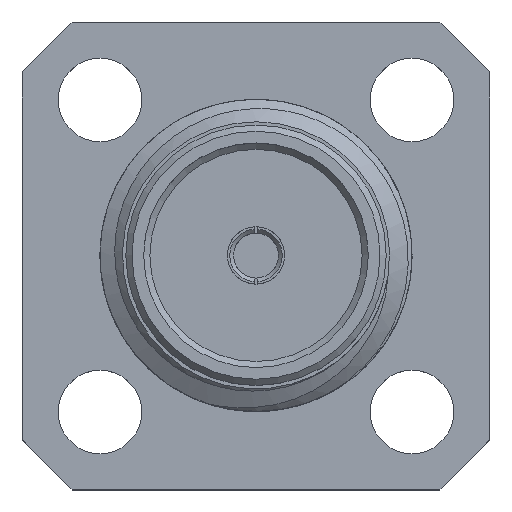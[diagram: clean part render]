
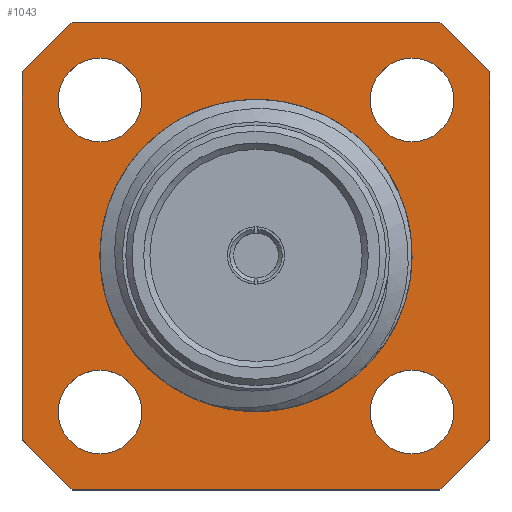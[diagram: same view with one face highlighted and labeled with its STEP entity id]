
A CAD part, top view. The second image highlights one B-rep face of the part: STEP entity #1043.
In plain terms, the highlighted planar face has unit normal (0, 0, 1).
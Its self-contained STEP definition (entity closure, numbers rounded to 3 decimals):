
#33 = CARTESIAN_POINT ( 'NONE',  ( 3.744, -4.76, 0. ) ) ;
#37 = PLANE ( 'NONE',  #642 ) ;
#59 = FACE_OUTER_BOUND ( 'NONE', #924, .T. ) ;
#72 = FACE_BOUND ( 'NONE', #2621, .T. ) ;
#103 = DIRECTION ( 'NONE',  ( 0., 0., 1. ) ) ;
#116 = CARTESIAN_POINT ( 'NONE',  ( 4.76, 3.744, 0. ) ) ;
#168 = CIRCLE ( 'NONE', #2499, 0.85 ) ;
#221 = VERTEX_POINT ( 'NONE', #820 ) ;
#238 = EDGE_CURVE ( 'NONE', #1837, #635, #1531, .T. ) ;
#274 = DIRECTION ( 'NONE',  ( 1., 0., 0. ) ) ;
#388 = CARTESIAN_POINT ( 'NONE',  ( -3.744, -4.76, 0. ) ) ;
#407 = DIRECTION ( 'NONE',  ( 1., 0., 0. ) ) ;
#416 = DIRECTION ( 'NONE',  ( 0.707, -0.707, 0. ) ) ;
#430 = CIRCLE ( 'NONE', #2089, 2.65 ) ;
#490 = CARTESIAN_POINT ( 'NONE',  ( -3.175, -3.175, 0. ) ) ;
#492 = CARTESIAN_POINT ( 'NONE',  ( -3.744, 4.76, 0. ) ) ;
#493 = AXIS2_PLACEMENT_3D ( 'NONE', #1788, #2265, #407 ) ;
#521 = FACE_BOUND ( 'NONE', #1635, .T. ) ;
#525 = CIRCLE ( 'NONE', #725, 0.85 ) ;
#552 = CARTESIAN_POINT ( 'NONE',  ( 3.744, -4.76, 0. ) ) ;
#567 = VECTOR ( 'NONE', #416, 1000. ) ;
#579 = DIRECTION ( 'NONE',  ( 0., 0., 1. ) ) ;
#607 = VERTEX_POINT ( 'NONE', #2768 ) ;
#635 = VERTEX_POINT ( 'NONE', #1329 ) ;
#642 = AXIS2_PLACEMENT_3D ( 'NONE', #998, #1963, #1025 ) ;
#652 = CARTESIAN_POINT ( 'NONE',  ( 3.744, 4.76, 0. ) ) ;
#691 = EDGE_CURVE ( 'NONE', #607, #607, #525, .T. ) ;
#694 = VECTOR ( 'NONE', #1398, 1000. ) ;
#709 = EDGE_CURVE ( 'NONE', #1797, #1797, #1133, .T. ) ;
#725 = AXIS2_PLACEMENT_3D ( 'NONE', #2753, #579, #1540 ) ;
#761 = FACE_BOUND ( 'NONE', #2849, .T. ) ;
#820 = CARTESIAN_POINT ( 'NONE',  ( -4.76, -3.744, 0. ) ) ;
#824 = ORIENTED_EDGE ( 'NONE', *, *, #937, .T. ) ;
#841 = ORIENTED_EDGE ( 'NONE', *, *, #691, .F. ) ;
#842 = EDGE_CURVE ( 'NONE', #221, #1097, #1435, .T. ) ;
#882 = CIRCLE ( 'NONE', #493, 0.85 ) ;
#919 = CARTESIAN_POINT ( 'NONE',  ( 4.76, -3.744, 0. ) ) ;
#924 = EDGE_LOOP ( 'NONE', ( #2349, #1776, #1037, #3083, #2809, #2669, #1201, #824 ) ) ;
#937 = EDGE_CURVE ( 'NONE', #1649, #3113, #2456, .T. ) ;
#941 = ORIENTED_EDGE ( 'NONE', *, *, #1337, .F. ) ;
#998 = CARTESIAN_POINT ( 'NONE',  ( 0., 0., 0. ) ) ;
#1014 = EDGE_CURVE ( 'NONE', #1216, #1649, #2250, .T. ) ;
#1018 = CARTESIAN_POINT ( 'NONE',  ( -2.325, -3.175, 0. ) ) ;
#1025 = DIRECTION ( 'NONE',  ( -1., 0., 0. ) ) ;
#1037 = ORIENTED_EDGE ( 'NONE', *, *, #1780, .T. ) ;
#1043 = ADVANCED_FACE ( 'NONE', ( #72, #761, #2980, #2024, #521, #59 ), #37, .F. ) ;
#1061 = EDGE_LOOP ( 'NONE', ( #2042 ) ) ;
#1062 = CARTESIAN_POINT ( 'NONE',  ( -2.65, 0., 0. ) ) ;
#1066 = DIRECTION ( 'NONE',  ( 1., 0., 0. ) ) ;
#1097 = VERTEX_POINT ( 'NONE', #388 ) ;
#1130 = VECTOR ( 'NONE', #1767, 1000. ) ;
#1133 = CIRCLE ( 'NONE', #2503, 0.85 ) ;
#1201 = ORIENTED_EDGE ( 'NONE', *, *, #1014, .T. ) ;
#1216 = VERTEX_POINT ( 'NONE', #919 ) ;
#1223 = DIRECTION ( 'NONE',  ( -1., 0., 0. ) ) ;
#1244 = CARTESIAN_POINT ( 'NONE',  ( 4.76, -4.76, 0. ) ) ;
#1269 = CARTESIAN_POINT ( 'NONE',  ( 4.76, 3.744, 0. ) ) ;
#1291 = DIRECTION ( 'NONE',  ( -1., 0., 0. ) ) ;
#1309 = EDGE_CURVE ( 'NONE', #1575, #1575, #168, .T. ) ;
#1313 = EDGE_CURVE ( 'NONE', #2508, #1216, #1972, .T. ) ;
#1329 = CARTESIAN_POINT ( 'NONE',  ( -4.76, 3.744, 0. ) ) ;
#1337 = EDGE_CURVE ( 'NONE', #1981, #1981, #430, .T. ) ;
#1398 = DIRECTION ( 'NONE',  ( 1., 0., 0. ) ) ;
#1428 = ORIENTED_EDGE ( 'NONE', *, *, #709, .F. ) ;
#1435 = LINE ( 'NONE', #2086, #567 ) ;
#1446 = DIRECTION ( 'NONE',  ( 0., 0., 1. ) ) ;
#1489 = VECTOR ( 'NONE', #2100, 1000. ) ;
#1531 = LINE ( 'NONE', #2530, #2720 ) ;
#1537 = CARTESIAN_POINT ( 'NONE',  ( 4.025, -3.175, 0. ) ) ;
#1540 = DIRECTION ( 'NONE',  ( 1., 0., 0. ) ) ;
#1544 = VECTOR ( 'NONE', #1291, 1000. ) ;
#1575 = VERTEX_POINT ( 'NONE', #1018 ) ;
#1611 = VECTOR ( 'NONE', #2482, 1000. ) ;
#1635 = EDGE_LOOP ( 'NONE', ( #841 ) ) ;
#1649 = VERTEX_POINT ( 'NONE', #116 ) ;
#1753 = CARTESIAN_POINT ( 'NONE',  ( 0., 0., 0. ) ) ;
#1767 = DIRECTION ( 'NONE',  ( 0.707, 0.707, 0. ) ) ;
#1776 = ORIENTED_EDGE ( 'NONE', *, *, #238, .T. ) ;
#1780 = EDGE_CURVE ( 'NONE', #635, #221, #1859, .T. ) ;
#1784 = LINE ( 'NONE', #2017, #1544 ) ;
#1788 = CARTESIAN_POINT ( 'NONE',  ( 3.175, 3.175, 0. ) ) ;
#1797 = VERTEX_POINT ( 'NONE', #1537 ) ;
#1837 = VERTEX_POINT ( 'NONE', #492 ) ;
#1859 = LINE ( 'NONE', #2271, #1489 ) ;
#1895 = CARTESIAN_POINT ( 'NONE',  ( -4.76, -4.76, 0. ) ) ;
#1963 = DIRECTION ( 'NONE',  ( 0., 0., -1. ) ) ;
#1972 = LINE ( 'NONE', #33, #1130 ) ;
#1981 = VERTEX_POINT ( 'NONE', #1062 ) ;
#1983 = EDGE_CURVE ( 'NONE', #2032, #2032, #882, .T. ) ;
#2017 = CARTESIAN_POINT ( 'NONE',  ( -4.76, 4.76, 0. ) ) ;
#2024 = FACE_BOUND ( 'NONE', #1061, .T. ) ;
#2032 = VERTEX_POINT ( 'NONE', #2969 ) ;
#2042 = ORIENTED_EDGE ( 'NONE', *, *, #1983, .F. ) ;
#2086 = CARTESIAN_POINT ( 'NONE',  ( -4.76, -3.744, 0. ) ) ;
#2089 = AXIS2_PLACEMENT_3D ( 'NONE', #1753, #2740, #1223 ) ;
#2100 = DIRECTION ( 'NONE',  ( 0., -1., 0. ) ) ;
#2162 = EDGE_CURVE ( 'NONE', #1097, #2508, #2603, .T. ) ;
#2250 = LINE ( 'NONE', #1244, #1611 ) ;
#2265 = DIRECTION ( 'NONE',  ( 0., 0., 1. ) ) ;
#2271 = CARTESIAN_POINT ( 'NONE',  ( -4.76, -4.76, 0. ) ) ;
#2278 = CARTESIAN_POINT ( 'NONE',  ( 3.175, -3.175, 0. ) ) ;
#2349 = ORIENTED_EDGE ( 'NONE', *, *, #2451, .T. ) ;
#2451 = EDGE_CURVE ( 'NONE', #3113, #1837, #1784, .T. ) ;
#2456 = LINE ( 'NONE', #1269, #2749 ) ;
#2482 = DIRECTION ( 'NONE',  ( 0., 1., 0. ) ) ;
#2499 = AXIS2_PLACEMENT_3D ( 'NONE', #490, #1446, #274 ) ;
#2503 = AXIS2_PLACEMENT_3D ( 'NONE', #2278, #103, #1066 ) ;
#2508 = VERTEX_POINT ( 'NONE', #552 ) ;
#2515 = DIRECTION ( 'NONE',  ( -0.707, -0.707, 0. ) ) ;
#2527 = EDGE_LOOP ( 'NONE', ( #1428 ) ) ;
#2530 = CARTESIAN_POINT ( 'NONE',  ( -3.744, 4.76, 0. ) ) ;
#2551 = ORIENTED_EDGE ( 'NONE', *, *, #1309, .F. ) ;
#2603 = LINE ( 'NONE', #1895, #694 ) ;
#2621 = EDGE_LOOP ( 'NONE', ( #941 ) ) ;
#2669 = ORIENTED_EDGE ( 'NONE', *, *, #1313, .T. ) ;
#2720 = VECTOR ( 'NONE', #2515, 1000. ) ;
#2740 = DIRECTION ( 'NONE',  ( 0., 0., 1. ) ) ;
#2749 = VECTOR ( 'NONE', #2949, 1000. ) ;
#2753 = CARTESIAN_POINT ( 'NONE',  ( -3.175, 3.175, 0. ) ) ;
#2768 = CARTESIAN_POINT ( 'NONE',  ( -2.325, 3.175, 0. ) ) ;
#2809 = ORIENTED_EDGE ( 'NONE', *, *, #2162, .T. ) ;
#2849 = EDGE_LOOP ( 'NONE', ( #2551 ) ) ;
#2949 = DIRECTION ( 'NONE',  ( -0.707, 0.707, 0. ) ) ;
#2969 = CARTESIAN_POINT ( 'NONE',  ( 4.025, 3.175, 0. ) ) ;
#2980 = FACE_BOUND ( 'NONE', #2527, .T. ) ;
#3083 = ORIENTED_EDGE ( 'NONE', *, *, #842, .T. ) ;
#3113 = VERTEX_POINT ( 'NONE', #652 ) ;
